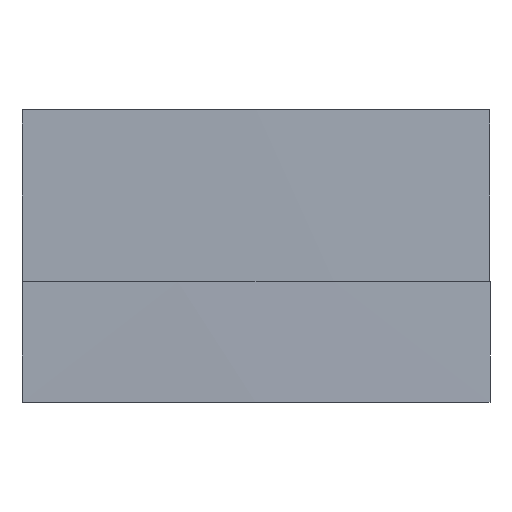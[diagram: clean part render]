
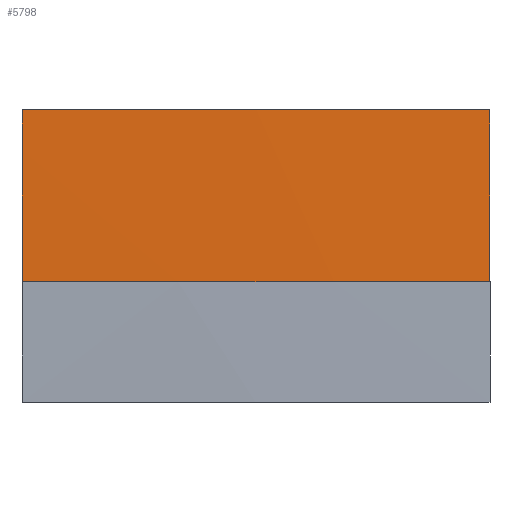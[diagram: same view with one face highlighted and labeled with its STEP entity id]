
A CAD part, top view. The second image highlights one B-rep face of the part: STEP entity #5798.
In plain terms, the highlighted cylindrical face has radius 7986.74 mm (diameter 15973.5 mm), a partial arc.
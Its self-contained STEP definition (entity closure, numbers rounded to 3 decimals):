
#8=DIRECTION('',(0.,-1.,0.));
#9=VECTOR('',#8,25.323);
#10=CARTESIAN_POINT('',(0.,251.74,-2.614));
#11=LINE('',#10,#9);
#1857=DIRECTION('',(0.,-1.,0.));
#1858=VECTOR('',#1857,81.2);
#1859=CARTESIAN_POINT('',(0.,217.417,
-2.614));
#1860=LINE('',#1859,#1858);
#2054=DIRECTION('',(0.,-1.,0.));
#2055=VECTOR('',#2054,23.2);
#2056=CARTESIAN_POINT('',(0.,127.217,
-2.614));
#2057=LINE('',#2056,#2055);
#2058=CARTESIAN_POINT('',(0.,251.74,
-2.614));
#2059=CARTESIAN_POINT('',(44.789,251.956,-1.486));
#2060=CARTESIAN_POINT('',(134.29,252.287,0.01));
#2061=CARTESIAN_POINT('',(267.695,252.287,0.01));
#2062=CARTESIAN_POINT('',(357.196,251.956,-1.486));
#2063=CARTESIAN_POINT('',(401.985,251.74,-2.614));
#2065=DIRECTION('',(0.,-1.,0.));
#2066=VECTOR('',#2065,25.323);
#2067=CARTESIAN_POINT('',(401.985,251.74,-2.614));
#2068=LINE('',#2067,#2066);
#2069=DIRECTION('',(0.,-1.,0.));
#2070=VECTOR('',#2069,9.);
#2071=CARTESIAN_POINT('',(401.985,226.417,-2.614));
#2072=LINE('',#2071,#2070);
#2073=DIRECTION('',(0.,-1.,0.));
#2074=VECTOR('',#2073,81.2);
#2075=CARTESIAN_POINT('',(401.985,217.417,-2.614));
#2076=LINE('',#2075,#2074);
#2077=DIRECTION('',(0.,-1.,0.));
#2078=VECTOR('',#2077,9.);
#2079=CARTESIAN_POINT('',(401.985,136.217,-2.614));
#2080=LINE('',#2079,#2078);
#2081=DIRECTION('',(0.,-1.,0.));
#2082=VECTOR('',#2081,23.2);
#2083=CARTESIAN_POINT('',(401.985,127.217,-2.614));
#2084=LINE('',#2083,#2082);
#2085=DIRECTION('',(0.,1.,0.));
#2086=VECTOR('',#2085,9.);
#2087=CARTESIAN_POINT('',(0.,127.217,
-2.614));
#2088=LINE('',#2087,#2086);
#2089=DIRECTION('',(0.,1.,0.));
#2090=VECTOR('',#2089,9.);
#2091=CARTESIAN_POINT('',(0.,217.417,
-2.614));
#2092=LINE('',#2091,#2090);
#2498=CARTESIAN_POINT('',(200.992,104.017,-7986.829));
#2499=DIRECTION('',(0.,1.,0.));
#2500=DIRECTION('',(-0.025,0.,1.));
#2501=AXIS2_PLACEMENT_3D('',#2498,#2499,#2500);
#3010=CARTESIAN_POINT('',(0.,104.017,
-2.614));
#3011=VERTEX_POINT('',#3010);
#3012=CARTESIAN_POINT('',(401.985,104.017,-2.614));
#3013=VERTEX_POINT('',#3012);
#3052=CARTESIAN_POINT('',(0.,127.217,
-2.614));
#3053=VERTEX_POINT('',#3052);
#3078=CARTESIAN_POINT('',(401.985,127.217,-2.614));
#3079=VERTEX_POINT('',#3078);
#3227=CARTESIAN_POINT('',(401.985,136.217,-2.614));
#3228=VERTEX_POINT('',#3227);
#3233=VERTEX_POINT('',#2058);
#3234=VERTEX_POINT('',#2063);
#3235=CARTESIAN_POINT('',(401.985,226.417,-2.614));
#3236=VERTEX_POINT('',#3235);
#3237=CARTESIAN_POINT('',(401.985,217.417,-2.614));
#3238=VERTEX_POINT('',#3237);
#3239=CARTESIAN_POINT('',(0.,136.217,
-2.614));
#3240=VERTEX_POINT('',#3239);
#3241=CARTESIAN_POINT('',(0.,217.417,
-2.614));
#3242=VERTEX_POINT('',#3241);
#3243=CARTESIAN_POINT('',(0.,226.417,
-2.614));
#3244=VERTEX_POINT('',#3243);
#5772=CARTESIAN_POINT('',(200.992,104.017,-7986.829));
#5773=DIRECTION('',(0.,1.,0.));
#5774=DIRECTION('',(1.,0.,0.));
#5775=AXIS2_PLACEMENT_3D('',#5772,#5773,#5774);
#5776=CYLINDRICAL_SURFACE('',#5775,7986.745);
#5777=ORIENTED_EDGE('',*,*,#3408,.T.);
#5779=ORIENTED_EDGE('',*,*,#5778,.T.);
#5781=ORIENTED_EDGE('',*,*,#5780,.T.);
#5783=ORIENTED_EDGE('',*,*,#5782,.T.);
#5785=ORIENTED_EDGE('',*,*,#5784,.T.);
#5787=ORIENTED_EDGE('',*,*,#5786,.T.);
#5789=ORIENTED_EDGE('',*,*,#5788,.F.);
#5790=ORIENTED_EDGE('',*,*,#5763,.F.);
#5791=ORIENTED_EDGE('',*,*,#5584,.T.);
#5792=ORIENTED_EDGE('',*,*,#5532,.F.);
#5794=ORIENTED_EDGE('',*,*,#5793,.T.);
#5795=ORIENTED_EDGE('',*,*,#3390,.F.);
#5796=EDGE_LOOP('',(#5777,#5779,#5781,#5783,#5785,#5787,#5789,#5790,#5791,#5792,
#5794,#5795));
#5797=FACE_OUTER_BOUND('',#5796,.F.);
#5798=ADVANCED_FACE('',(#5797),#5776,.T.);
#2064=B_SPLINE_CURVE_WITH_KNOTS('',3,(#2058,#2059,#2060,#2061,#2062,#2063),
.UNSPECIFIED.,.F.,.F.,(4,1,1,4),(0.,0.333,0.667,1.),
.UNSPECIFIED.);
#2502=CIRCLE('',#2501,7986.745);
#3390=EDGE_CURVE('',#3233,#3244,#11,.T.);
#3408=EDGE_CURVE('',#3233,#3234,#2064,.T.);
#5532=EDGE_CURVE('',#3242,#3240,#1860,.T.);
#5584=EDGE_CURVE('',#3053,#3240,#2088,.T.);
#5763=EDGE_CURVE('',#3053,#3011,#2057,.T.);
#5778=EDGE_CURVE('',#3234,#3236,#2068,.T.);
#5780=EDGE_CURVE('',#3236,#3238,#2072,.T.);
#5782=EDGE_CURVE('',#3238,#3228,#2076,.T.);
#5784=EDGE_CURVE('',#3228,#3079,#2080,.T.);
#5786=EDGE_CURVE('',#3079,#3013,#2084,.T.);
#5788=EDGE_CURVE('',#3011,#3013,#2502,.T.);
#5793=EDGE_CURVE('',#3242,#3244,#2092,.T.);
